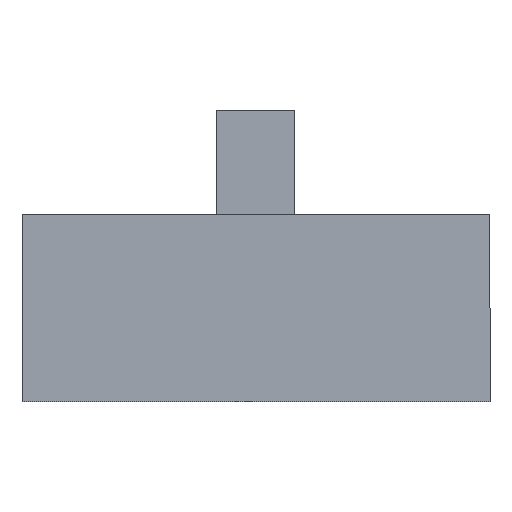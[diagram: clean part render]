
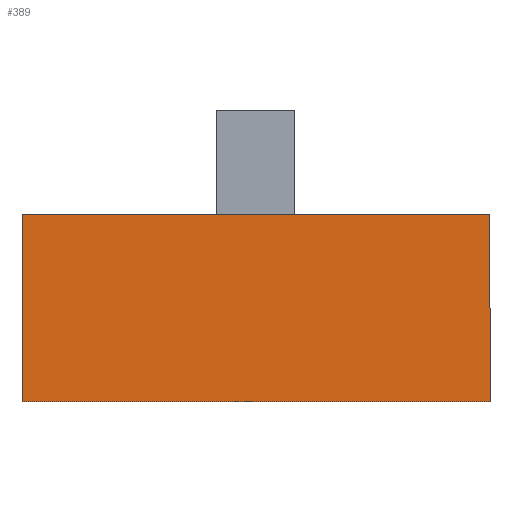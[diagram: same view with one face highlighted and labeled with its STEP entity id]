
A CAD part, front view. The second image highlights one B-rep face of the part: STEP entity #389.
In plain terms, the highlighted planar face has unit normal (0, -1, 0).
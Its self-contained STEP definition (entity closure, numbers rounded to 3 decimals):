
#1 = CARTESIAN_POINT ( 'NONE',  ( 4.5, 0., -1.8 ) ) ;
#6 = CARTESIAN_POINT ( 'NONE',  ( 4.5, 0., -1.8 ) ) ;
#43 = CARTESIAN_POINT ( 'NONE',  ( -4.5, 0., 1.8 ) ) ;
#47 = DIRECTION ( 'NONE',  ( 0., 0., -1. ) ) ;
#49 = CARTESIAN_POINT ( 'NONE',  ( 4.5, 0., 1.8 ) ) ;
#53 = DIRECTION ( 'NONE',  ( 0., 0., 1. ) ) ;
#64 = VECTOR ( 'NONE', #476, 1000. ) ;
#70 = VECTOR ( 'NONE', #53, 1000. ) ;
#91 = CARTESIAN_POINT ( 'NONE',  ( -4.5, 0., -1.8 ) ) ;
#92 = LINE ( 'NONE', #43, #133 ) ;
#107 = DIRECTION ( 'NONE',  ( 0., 0., 1. ) ) ;
#133 = VECTOR ( 'NONE', #364, 1000. ) ;
#145 = PLANE ( 'NONE',  #414 ) ;
#146 = EDGE_LOOP ( 'NONE', ( #447, #456, #259, #454 ) ) ;
#168 = LINE ( 'NONE', #478, #64 ) ;
#192 = EDGE_CURVE ( 'NONE', #493, #307, #290, .T. ) ;
#200 = VECTOR ( 'NONE', #47, 1000. ) ;
#240 = EDGE_CURVE ( 'NONE', #307, #251, #92, .T. ) ;
#244 = CARTESIAN_POINT ( 'NONE',  ( -4.5, 0., -1.8 ) ) ;
#251 = VERTEX_POINT ( 'NONE', #49 ) ;
#259 = ORIENTED_EDGE ( 'NONE', *, *, #192, .F. ) ;
#260 = EDGE_CURVE ( 'NONE', #251, #486, #400, .T. ) ;
#262 = EDGE_CURVE ( 'NONE', #486, #493, #168, .T. ) ;
#290 = LINE ( 'NONE', #244, #70 ) ;
#307 = VERTEX_POINT ( 'NONE', #326 ) ;
#314 = DIRECTION ( 'NONE',  ( 0., 1., 0. ) ) ;
#326 = CARTESIAN_POINT ( 'NONE',  ( -4.5, 0., 1.8 ) ) ;
#364 = DIRECTION ( 'NONE',  ( 1., 0., 0. ) ) ;
#389 = ADVANCED_FACE ( 'NONE', ( #487 ), #145, .F. ) ;
#400 = LINE ( 'NONE', #6, #200 ) ;
#414 = AXIS2_PLACEMENT_3D ( 'NONE', #455, #314, #107 ) ;
#447 = ORIENTED_EDGE ( 'NONE', *, *, #260, .F. ) ;
#454 = ORIENTED_EDGE ( 'NONE', *, *, #262, .F. ) ;
#455 = CARTESIAN_POINT ( 'NONE',  ( 0., 0., 0. ) ) ;
#456 = ORIENTED_EDGE ( 'NONE', *, *, #240, .F. ) ;
#476 = DIRECTION ( 'NONE',  ( -1., 0., 0. ) ) ;
#478 = CARTESIAN_POINT ( 'NONE',  ( -4.5, 0., -1.8 ) ) ;
#486 = VERTEX_POINT ( 'NONE', #1 ) ;
#487 = FACE_OUTER_BOUND ( 'NONE', #146, .T. ) ;
#493 = VERTEX_POINT ( 'NONE', #91 ) ;
